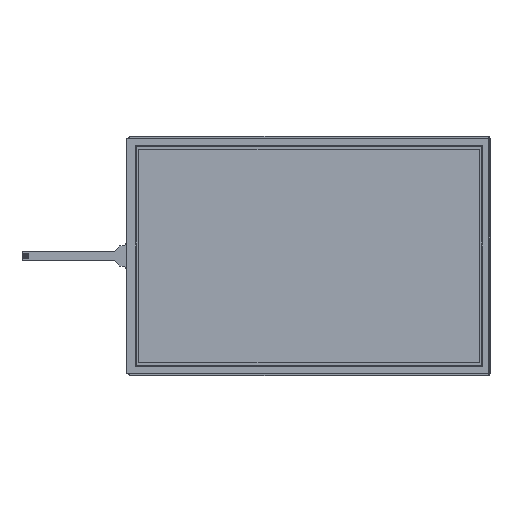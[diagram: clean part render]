
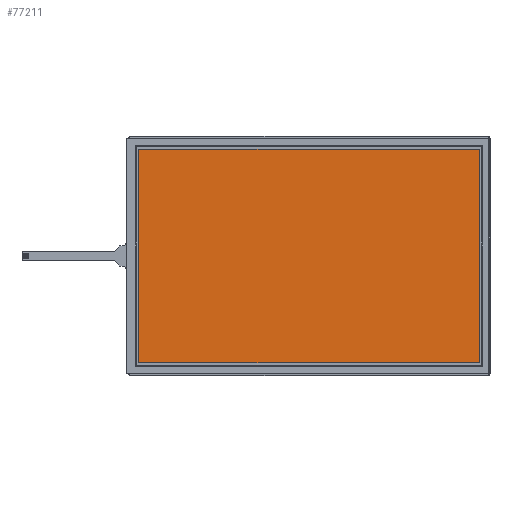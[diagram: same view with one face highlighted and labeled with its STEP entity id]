
A CAD part, top view. The second image highlights one B-rep face of the part: STEP entity #77211.
In plain terms, the highlighted planar face has unit normal (0, 0, 1).
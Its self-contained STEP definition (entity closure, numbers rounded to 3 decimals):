
#4426=FACE_OUTER_BOUND('',#8833,.T.);
#8833=EDGE_LOOP('',(#51044,#51045,#51046,#51047));
#13722=LINE('',#111549,#22840);
#13723=LINE('',#111551,#22841);
#13724=LINE('',#111553,#22842);
#13725=LINE('',#111554,#22843);
#22840=VECTOR('',#88829,10.);
#22841=VECTOR('',#88830,10.);
#22842=VECTOR('',#88831,10.);
#22843=VECTOR('',#88832,10.);
#31910=VERTEX_POINT('',#111547);
#31911=VERTEX_POINT('',#111548);
#31912=VERTEX_POINT('',#111550);
#31913=VERTEX_POINT('',#111552);
#39240=EDGE_CURVE('',#31910,#31911,#13722,.T.);
#39241=EDGE_CURVE('',#31911,#31912,#13723,.T.);
#39242=EDGE_CURVE('',#31912,#31913,#13724,.T.);
#39243=EDGE_CURVE('',#31913,#31910,#13725,.T.);
#51044=ORIENTED_EDGE('',*,*,#39240,.F.);
#51045=ORIENTED_EDGE('',*,*,#39243,.F.);
#51046=ORIENTED_EDGE('',*,*,#39242,.F.);
#51047=ORIENTED_EDGE('',*,*,#39241,.F.);
#74219=PLANE('',#81666);
#77211=ADVANCED_FACE('',(#4426),#74219,.T.);
#81666=AXIS2_PLACEMENT_3D('',#111555,#88833,#88834);
#88829=DIRECTION('',(0.,-1.,0.));
#88830=DIRECTION('',(-1.,0.,0.));
#88831=DIRECTION('',(0.,1.,0.));
#88832=DIRECTION('',(1.,0.,0.));
#88833=DIRECTION('center_axis',(0.,0.,1.));
#88834=DIRECTION('ref_axis',(1.,0.,0.));
#111547=CARTESIAN_POINT('',(130.81,81.85,0.));
#111548=CARTESIAN_POINT('',(130.81,-81.85,0.));
#111549=CARTESIAN_POINT('',(130.81,-40.925,0.));
#111550=CARTESIAN_POINT('',(-130.81,-81.85,0.));
#111551=CARTESIAN_POINT('',(-66.085,-81.85,0.));
#111552=CARTESIAN_POINT('',(-130.81,81.85,0.));
#111553=CARTESIAN_POINT('',(-130.81,40.925,0.));
#111554=CARTESIAN_POINT('',(64.725,81.85,0.));
#111555=CARTESIAN_POINT('Origin',(-1.36,0.,
0.));
